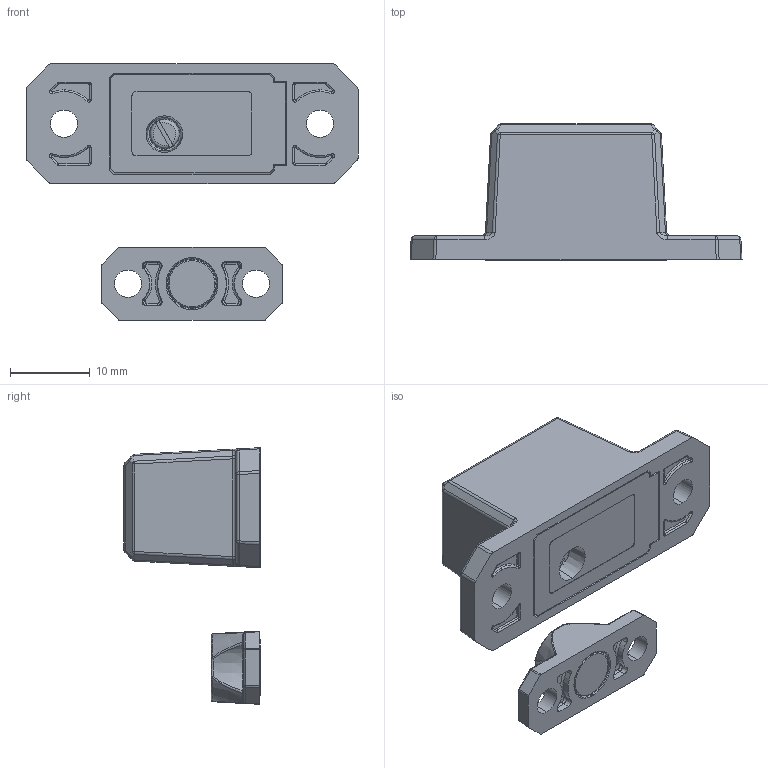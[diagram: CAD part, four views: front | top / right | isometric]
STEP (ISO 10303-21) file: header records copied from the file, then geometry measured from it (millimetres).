
FILE_DESCRIPTION (( 'STEP AP214' ), '1' );
FILE_NAME ('REV-31-1462.STEP', '2018-05-09T20:55:36', ( '' ), ( '' ), 'SwSTEP 2.0', 'SolidWorks 2017', '' );
FILE_SCHEMA (( 'AUTOMOTIVE_DESIGN' ));
Length unit declared in the file: millimetre
Products named in the file (11): REV-40-1467; REV-40-1465; REV-31-1462; 6mm X 5mm magnet; APTD3216; REV-40-1467 Assembly; S4B-PH-K-S; hall effect switch assembly; hall effect switch v2; cheese slotted head_ks_KS 1021 CS - M2 x 12-N; REV-40-1466
Assembly tree (10 placements, depth 4):
  REV-31-1462
    REV-40-1467 Assembly
      REV-40-1467
      6mm X 5mm magnet
    hall effect switch assembly
      REV-40-1465
      hall effect switch v2
        APTD3216
        S4B-PH-K-S
      REV-40-1466
      cheese slotted head_ks_KS 1021 CS - M2 x 12-N
Bounding box: 41.5 x 17 x 32.07 mm (x, y, z)
Volume: 3753.7 mm3; surface area: 5913.8 mm2
Topology: 15 solids, 15 shells, 1008 faces, 2536 edges, 1560 vertices
Faces by surface type: plane 458, bspline 234, cylinder 150, torus 75, sphere 50, cone 41
Entity records: 42667 total; most frequent: CARTESIAN_POINT 15646, ORIENTED_EDGE 4992, DIRECTION 4019, EDGE_CURVE 2496, VERTEX_POINT 1558, VECTOR 1391, LINE 1391, AXIS2_PLACEMENT_3D 1314
